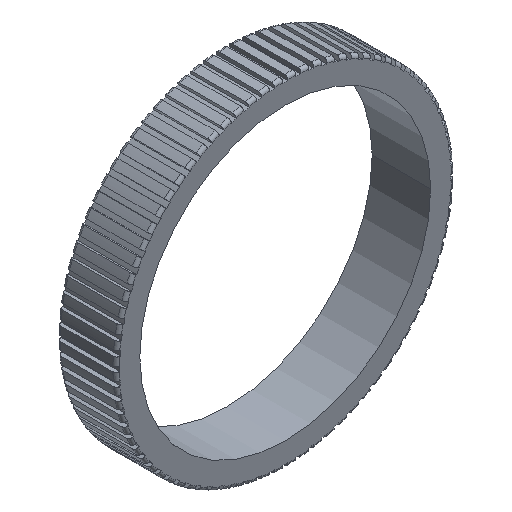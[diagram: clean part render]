
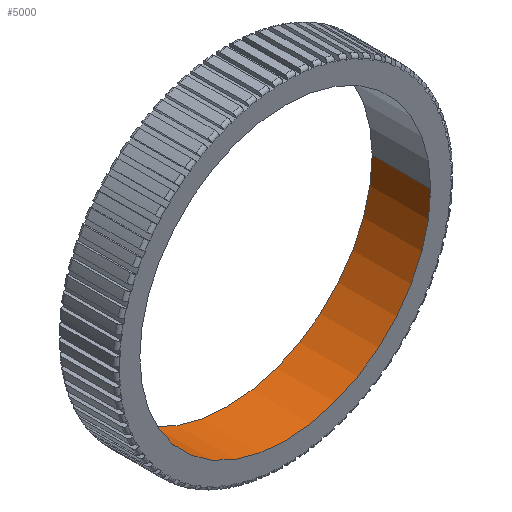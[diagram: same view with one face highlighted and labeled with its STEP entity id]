
A CAD part, isometric view. The second image highlights one B-rep face of the part: STEP entity #5000.
In plain terms, the highlighted cylindrical face has radius 24.003 mm (diameter 48.006 mm), a partial arc.
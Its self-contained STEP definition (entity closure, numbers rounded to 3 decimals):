
#671 = AXIS2_PLACEMENT_3D ( 'NONE', #22786, #7901, #15149 ) ;
#1058 = ORIENTED_EDGE ( 'NONE', *, *, #8698, .F. ) ;
#4192 = EDGE_LOOP ( 'NONE', ( #12894, #19138, #1058, #24498 ) ) ;
#5000 = ADVANCED_FACE ( 'NONE', ( #18072 ), #12204, .F. ) ;
#5537 = DIRECTION ( 'NONE',  ( 1., 0., 0. ) ) ;
#5777 = VERTEX_POINT ( 'NONE', #21830 ) ;
#5781 = CARTESIAN_POINT ( 'NONE',  ( -24.003, 0., 0. ) ) ;
#6717 = DIRECTION ( 'NONE',  ( 0., 0., 1. ) ) ;
#7901 = DIRECTION ( 'NONE',  ( 0., 0., -1. ) ) ;
#8283 = CARTESIAN_POINT ( 'NONE',  ( -24.003, 0., 9.652 ) ) ;
#8698 = EDGE_CURVE ( 'NONE', #23403, #5777, #22762, .T. ) ;
#8924 = VECTOR ( 'NONE', #14675, 1000. ) ;
#9278 = VECTOR ( 'NONE', #16083, 1000. ) ;
#9438 = DIRECTION ( 'NONE',  ( 0., 0., 1. ) ) ;
#9787 = CARTESIAN_POINT ( 'NONE',  ( 24.003, 0., 9.652 ) ) ;
#10352 = DIRECTION ( 'NONE',  ( 1., 0., 0. ) ) ;
#10842 = AXIS2_PLACEMENT_3D ( 'NONE', #23851, #6717, #10352 ) ;
#12204 = CYLINDRICAL_SURFACE ( 'NONE', #671, 24.003 ) ;
#12676 = LINE ( 'NONE', #16552, #8924 ) ;
#12894 = ORIENTED_EDGE ( 'NONE', *, *, #20379, .T. ) ;
#13802 = VERTEX_POINT ( 'NONE', #9787 ) ;
#14579 = VERTEX_POINT ( 'NONE', #8283 ) ;
#14675 = DIRECTION ( 'NONE',  ( 0., 0., -1. ) ) ;
#15149 = DIRECTION ( 'NONE',  ( -1., 0., 0. ) ) ;
#15960 = LINE ( 'NONE', #24753, #9278 ) ;
#16083 = DIRECTION ( 'NONE',  ( 0., 0., -1. ) ) ;
#16552 = CARTESIAN_POINT ( 'NONE',  ( 24.003, 0., 9.652 ) ) ;
#17546 = AXIS2_PLACEMENT_3D ( 'NONE', #20543, #9438, #5537 ) ;
#18072 = FACE_OUTER_BOUND ( 'NONE', #4192, .T. ) ;
#19138 = ORIENTED_EDGE ( 'NONE', *, *, #21393, .T. ) ;
#20379 = EDGE_CURVE ( 'NONE', #14579, #13802, #21622, .T. ) ;
#20543 = CARTESIAN_POINT ( 'NONE',  ( 0., 0., 0. ) ) ;
#21069 = EDGE_CURVE ( 'NONE', #14579, #23403, #15960, .T. ) ;
#21393 = EDGE_CURVE ( 'NONE', #13802, #5777, #12676, .T. ) ;
#21622 = CIRCLE ( 'NONE', #10842, 24.003 ) ;
#21830 = CARTESIAN_POINT ( 'NONE',  ( 24.003, 0., 0. ) ) ;
#22762 = CIRCLE ( 'NONE', #17546, 24.003 ) ;
#22786 = CARTESIAN_POINT ( 'NONE',  ( 0., 0., 9.652 ) ) ;
#23403 = VERTEX_POINT ( 'NONE', #5781 ) ;
#23851 = CARTESIAN_POINT ( 'NONE',  ( 0., 0., 9.652 ) ) ;
#24498 = ORIENTED_EDGE ( 'NONE', *, *, #21069, .F. ) ;
#24753 = CARTESIAN_POINT ( 'NONE',  ( -24.003, 0., 9.652 ) ) ;
